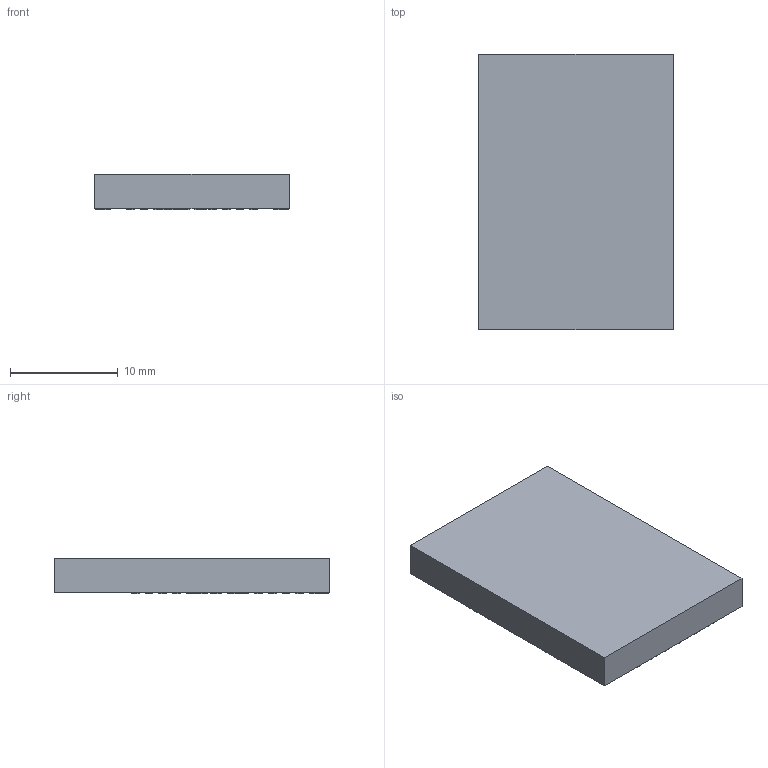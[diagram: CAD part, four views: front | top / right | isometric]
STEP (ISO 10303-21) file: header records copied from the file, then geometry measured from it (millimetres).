
FILE_DESCRIPTION(('FreeCAD Model'),'2;1');
FILE_NAME('11363138.1.2.stp','2020-04-09T07:11:31',( 'Author'),(''),'Open CASCADE STEP processor 6.9','FreeCAD','Unknown' );
FILE_SCHEMA(('AUTOMOTIVE_DESIGN { 1 0 10303 214 1 1 1 1 }'));
Length unit declared in the file: millimetre
Products named in the file (3): ASSEMBLY; Body; Pins
Assembly tree (2 placements, depth 2):
  ASSEMBLY
    Body
    Pins
Bounding box: 18 x 25.5 x 3.3 mm (x, y, z)
Volume: 1473.4 mm3; surface area: 1308.3 mm2
Topology: 48 solids, 48 shells, 288 faces, 576 edges, 384 vertices
Faces by surface type: plane 288
Entity records: 15176 total; most frequent: CARTESIAN_POINT 2403, DIRECTION 2310, LINE 1728, VECTOR 1728, ORIENTED_EDGE 1152, PCURVE 1152, DEFINITIONAL_REPRESENTATION 1152, EDGE_CURVE 576
